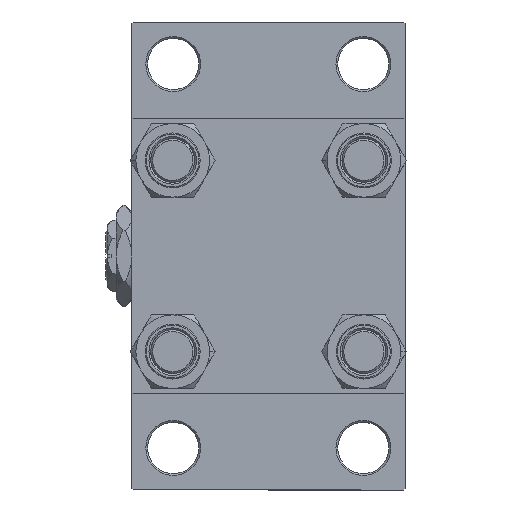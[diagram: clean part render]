
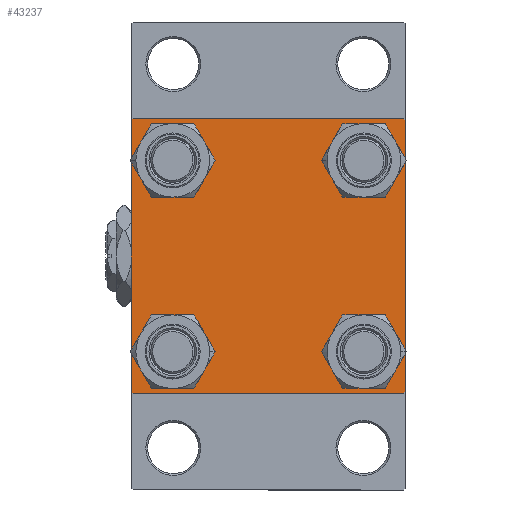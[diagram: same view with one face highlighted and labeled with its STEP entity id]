
A CAD part, left-side view. The second image highlights one B-rep face of the part: STEP entity #43237.
In plain terms, the highlighted planar face has unit normal (-1, 0, 0).
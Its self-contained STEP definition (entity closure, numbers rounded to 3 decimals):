
#508 = VERTEX_POINT ( 'NONE', #32373 ) ;
#729 = ORIENTED_EDGE ( 'NONE', *, *, #4831, .T. ) ;
#852 = DIRECTION ( 'NONE',  ( 0., 0., 1. ) ) ;
#920 = EDGE_CURVE ( 'NONE', #14554, #32200, #47791, .T. ) ;
#1232 = EDGE_CURVE ( 'NONE', #508, #28848, #3375, .T. ) ;
#1910 = CIRCLE ( 'NONE', #18695, 6.5 ) ;
#2490 = CIRCLE ( 'NONE', #32941, 6.5 ) ;
#2799 = LINE ( 'NONE', #44368, #45582 ) ;
#3000 = AXIS2_PLACEMENT_3D ( 'NONE', #8663, #46509, #27216 ) ;
#3326 = VECTOR ( 'NONE', #46640, 1000. ) ;
#3375 = LINE ( 'NONE', #29654, #7807 ) ;
#3610 = ORIENTED_EDGE ( 'NONE', *, *, #27193, .T. ) ;
#3876 = LINE ( 'NONE', #38178, #28011 ) ;
#3999 = CARTESIAN_POINT ( 'NONE',  ( 0., -37.5, 37.5 ) ) ;
#4097 = EDGE_CURVE ( 'NONE', #19624, #45474, #7916, .T. ) ;
#4100 = VECTOR ( 'NONE', #47009, 1000. ) ;
#4706 = CARTESIAN_POINT ( 'NONE',  ( 0., 26.15, 26.15 ) ) ;
#4731 = VECTOR ( 'NONE', #22940, 1000. ) ;
#4831 = EDGE_CURVE ( 'NONE', #7562, #33166, #36704, .T. ) ;
#4945 = DIRECTION ( 'NONE',  ( 0., 0., 1. ) ) ;
#5526 = VERTEX_POINT ( 'NONE', #16011 ) ;
#6396 = EDGE_CURVE ( 'NONE', #21786, #26760, #2799, .T. ) ;
#6787 = CARTESIAN_POINT ( 'NONE',  ( 0., -26.15, -26.15 ) ) ;
#6821 = EDGE_CURVE ( 'NONE', #5526, #37344, #7998, .T. ) ;
#6846 = CARTESIAN_POINT ( 'NONE',  ( 0., 37.5, 37. ) ) ;
#7388 = CARTESIAN_POINT ( 'NONE',  ( 0., -26.15, -32.65 ) ) ;
#7505 = CIRCLE ( 'NONE', #34696, 6.5 ) ;
#7562 = VERTEX_POINT ( 'NONE', #41427 ) ;
#7807 = VECTOR ( 'NONE', #45434, 1000. ) ;
#7916 = CIRCLE ( 'NONE', #16690, 6.5 ) ;
#7998 = LINE ( 'NONE', #3999, #39184 ) ;
#8063 = EDGE_LOOP ( 'NONE', ( #36614, #31205 ) ) ;
#8480 = ORIENTED_EDGE ( 'NONE', *, *, #36377, .T. ) ;
#8513 = DIRECTION ( 'NONE',  ( 0., 0., 1. ) ) ;
#8663 = CARTESIAN_POINT ( 'NONE',  ( 0., -26.15, 26.15 ) ) ;
#9881 = DIRECTION ( 'NONE',  ( 0., 0., 1. ) ) ;
#10362 = ORIENTED_EDGE ( 'NONE', *, *, #18962, .T. ) ;
#11483 = VECTOR ( 'NONE', #29809, 1000. ) ;
#11579 = EDGE_CURVE ( 'NONE', #20517, #21786, #3876, .T. ) ;
#11797 = FACE_BOUND ( 'NONE', #39391, .T. ) ;
#12537 = EDGE_LOOP ( 'NONE', ( #48802, #38949 ) ) ;
#13433 = CARTESIAN_POINT ( 'NONE',  ( 0., -37.25, -37.25 ) ) ;
#13672 = ORIENTED_EDGE ( 'NONE', *, *, #14062, .T. ) ;
#13840 = EDGE_CURVE ( 'NONE', #33136, #20517, #24302, .T. ) ;
#13970 = ORIENTED_EDGE ( 'NONE', *, *, #1232, .F. ) ;
#14062 = EDGE_CURVE ( 'NONE', #44554, #47411, #2490, .T. ) ;
#14191 = DIRECTION ( 'NONE',  ( 0., 0., 1. ) ) ;
#14283 = AXIS2_PLACEMENT_3D ( 'NONE', #41913, #18858, #38152 ) ;
#14554 = VERTEX_POINT ( 'NONE', #40843 ) ;
#14861 = CARTESIAN_POINT ( 'NONE',  ( 0., 26.15, -19.65 ) ) ;
#15129 = AXIS2_PLACEMENT_3D ( 'NONE', #44434, #47945, #9881 ) ;
#16011 = CARTESIAN_POINT ( 'NONE',  ( 0., -37.5, 37. ) ) ;
#16335 = CARTESIAN_POINT ( 'NONE',  ( 0., -37., -37.5 ) ) ;
#16497 = AXIS2_PLACEMENT_3D ( 'NONE', #46606, #24020, #8513 ) ;
#16690 = AXIS2_PLACEMENT_3D ( 'NONE', #19118, #34411, #852 ) ;
#17605 = CARTESIAN_POINT ( 'NONE',  ( 0., -26.15, 32.65 ) ) ;
#18407 = CIRCLE ( 'NONE', #14283, 6.5 ) ;
#18695 = AXIS2_PLACEMENT_3D ( 'NONE', #45104, #30072, #22291 ) ;
#18858 = DIRECTION ( 'NONE',  ( 1., 0., 0. ) ) ;
#18962 = EDGE_CURVE ( 'NONE', #47411, #44554, #7505, .T. ) ;
#19118 = CARTESIAN_POINT ( 'NONE',  ( 0., -26.15, -26.15 ) ) ;
#19304 = PLANE ( 'NONE',  #16497 ) ;
#19624 = VERTEX_POINT ( 'NONE', #24083 ) ;
#19681 = ORIENTED_EDGE ( 'NONE', *, *, #23909, .T. ) ;
#19821 = CARTESIAN_POINT ( 'NONE',  ( 0., 37.5, 37.5 ) ) ;
#20391 = AXIS2_PLACEMENT_3D ( 'NONE', #6787, #39981, #31994 ) ;
#20517 = VERTEX_POINT ( 'NONE', #39360 ) ;
#20637 = ORIENTED_EDGE ( 'NONE', *, *, #13840, .T. ) ;
#21786 = VERTEX_POINT ( 'NONE', #47525 ) ;
#22291 = DIRECTION ( 'NONE',  ( 0., 0., 1. ) ) ;
#22853 = EDGE_CURVE ( 'NONE', #32200, #14554, #18407, .T. ) ;
#22940 = DIRECTION ( 'NONE',  ( 0., 0.707, -0.707 ) ) ;
#23250 = EDGE_LOOP ( 'NONE', ( #20637, #34426, #46827, #3610, #30967, #8480, #13970, #19681 ) ) ;
#23550 = FACE_BOUND ( 'NONE', #44078, .T. ) ;
#23909 = EDGE_CURVE ( 'NONE', #508, #33136, #33721, .T. ) ;
#24020 = DIRECTION ( 'NONE',  ( -1., 0., 0. ) ) ;
#24083 = CARTESIAN_POINT ( 'NONE',  ( 0., -26.15, -19.65 ) ) ;
#24302 = LINE ( 'NONE', #19821, #3326 ) ;
#26047 = LINE ( 'NONE', #34325, #11483 ) ;
#26717 = CARTESIAN_POINT ( 'NONE',  ( 0., 26.15, 19.65 ) ) ;
#26760 = VERTEX_POINT ( 'NONE', #16335 ) ;
#27193 = EDGE_CURVE ( 'NONE', #26760, #37344, #46782, .T. ) ;
#27216 = DIRECTION ( 'NONE',  ( 0., 0., 1. ) ) ;
#27317 = FACE_BOUND ( 'NONE', #12537, .T. ) ;
#27633 = CIRCLE ( 'NONE', #20391, 6.5 ) ;
#27657 = ORIENTED_EDGE ( 'NONE', *, *, #33345, .T. ) ;
#28011 = VECTOR ( 'NONE', #41178, 1000. ) ;
#28039 = FACE_OUTER_BOUND ( 'NONE', #23250, .T. ) ;
#28848 = VERTEX_POINT ( 'NONE', #39406 ) ;
#29654 = CARTESIAN_POINT ( 'NONE',  ( 0., 37.5, 37.5 ) ) ;
#29809 = DIRECTION ( 'NONE',  ( 0., 0.707, 0.707 ) ) ;
#30072 = DIRECTION ( 'NONE',  ( 1., 0., 0. ) ) ;
#30967 = ORIENTED_EDGE ( 'NONE', *, *, #6821, .F. ) ;
#31205 = ORIENTED_EDGE ( 'NONE', *, *, #920, .T. ) ;
#31918 = CARTESIAN_POINT ( 'NONE',  ( 0., 26.15, 32.65 ) ) ;
#31994 = DIRECTION ( 'NONE',  ( 0., 0., 1. ) ) ;
#32200 = VERTEX_POINT ( 'NONE', #17605 ) ;
#32373 = CARTESIAN_POINT ( 'NONE',  ( 0., 37., 37.5 ) ) ;
#32713 = DIRECTION ( 'NONE',  ( 1., 0., 0. ) ) ;
#32941 = AXIS2_PLACEMENT_3D ( 'NONE', #48760, #48254, #14191 ) ;
#33136 = VERTEX_POINT ( 'NONE', #6846 ) ;
#33166 = VERTEX_POINT ( 'NONE', #14861 ) ;
#33345 = EDGE_CURVE ( 'NONE', #33166, #7562, #1910, .T. ) ;
#33721 = LINE ( 'NONE', #45752, #4731 ) ;
#34325 = CARTESIAN_POINT ( 'NONE',  ( 0., -37.25, 37.25 ) ) ;
#34411 = DIRECTION ( 'NONE',  ( 1., 0., 0. ) ) ;
#34426 = ORIENTED_EDGE ( 'NONE', *, *, #11579, .T. ) ;
#34696 = AXIS2_PLACEMENT_3D ( 'NONE', #4706, #32713, #4945 ) ;
#36377 = EDGE_CURVE ( 'NONE', #5526, #28848, #26047, .T. ) ;
#36614 = ORIENTED_EDGE ( 'NONE', *, *, #22853, .T. ) ;
#36704 = CIRCLE ( 'NONE', #15129, 6.5 ) ;
#37344 = VERTEX_POINT ( 'NONE', #38680 ) ;
#38152 = DIRECTION ( 'NONE',  ( 0., 0., 1. ) ) ;
#38178 = CARTESIAN_POINT ( 'NONE',  ( 0., 37.25, -37.25 ) ) ;
#38680 = CARTESIAN_POINT ( 'NONE',  ( 0., -37.5, -37. ) ) ;
#38949 = ORIENTED_EDGE ( 'NONE', *, *, #41061, .T. ) ;
#39184 = VECTOR ( 'NONE', #49318, 1000. ) ;
#39360 = CARTESIAN_POINT ( 'NONE',  ( 0., 37.5, -37. ) ) ;
#39391 = EDGE_LOOP ( 'NONE', ( #10362, #13672 ) ) ;
#39406 = CARTESIAN_POINT ( 'NONE',  ( 0., -37., 37.5 ) ) ;
#39981 = DIRECTION ( 'NONE',  ( 1., 0., 0. ) ) ;
#40843 = CARTESIAN_POINT ( 'NONE',  ( 0., -26.15, 19.65 ) ) ;
#40852 = DIRECTION ( 'NONE',  ( 0., -1., 0. ) ) ;
#41061 = EDGE_CURVE ( 'NONE', #45474, #19624, #27633, .T. ) ;
#41178 = DIRECTION ( 'NONE',  ( 0., -0.707, -0.707 ) ) ;
#41427 = CARTESIAN_POINT ( 'NONE',  ( 0., 26.15, -32.65 ) ) ;
#41913 = CARTESIAN_POINT ( 'NONE',  ( 0., -26.15, 26.15 ) ) ;
#43237 = ADVANCED_FACE ( 'NONE', ( #43318, #27317, #23550, #11797, #28039 ), #19304, .T. ) ;
#43318 = FACE_BOUND ( 'NONE', #8063, .T. ) ;
#44078 = EDGE_LOOP ( 'NONE', ( #27657, #729 ) ) ;
#44368 = CARTESIAN_POINT ( 'NONE',  ( 0., 37.5, -37.5 ) ) ;
#44434 = CARTESIAN_POINT ( 'NONE',  ( 0., 26.15, -26.15 ) ) ;
#44554 = VERTEX_POINT ( 'NONE', #26717 ) ;
#45104 = CARTESIAN_POINT ( 'NONE',  ( 0., 26.15, -26.15 ) ) ;
#45434 = DIRECTION ( 'NONE',  ( 0., -1., 0. ) ) ;
#45474 = VERTEX_POINT ( 'NONE', #7388 ) ;
#45582 = VECTOR ( 'NONE', #40852, 1000. ) ;
#45752 = CARTESIAN_POINT ( 'NONE',  ( 0., 37.25, 37.25 ) ) ;
#46509 = DIRECTION ( 'NONE',  ( 1., 0., 0. ) ) ;
#46606 = CARTESIAN_POINT ( 'NONE',  ( 0., 0., 0. ) ) ;
#46640 = DIRECTION ( 'NONE',  ( 0., 0., -1. ) ) ;
#46782 = LINE ( 'NONE', #13433, #4100 ) ;
#46827 = ORIENTED_EDGE ( 'NONE', *, *, #6396, .T. ) ;
#47009 = DIRECTION ( 'NONE',  ( 0., -0.707, 0.707 ) ) ;
#47411 = VERTEX_POINT ( 'NONE', #31918 ) ;
#47525 = CARTESIAN_POINT ( 'NONE',  ( 0., 37., -37.5 ) ) ;
#47791 = CIRCLE ( 'NONE', #3000, 6.5 ) ;
#47945 = DIRECTION ( 'NONE',  ( 1., 0., 0. ) ) ;
#48254 = DIRECTION ( 'NONE',  ( 1., 0., 0. ) ) ;
#48760 = CARTESIAN_POINT ( 'NONE',  ( 0., 26.15, 26.15 ) ) ;
#48802 = ORIENTED_EDGE ( 'NONE', *, *, #4097, .T. ) ;
#49318 = DIRECTION ( 'NONE',  ( 0., 0., -1. ) ) ;
